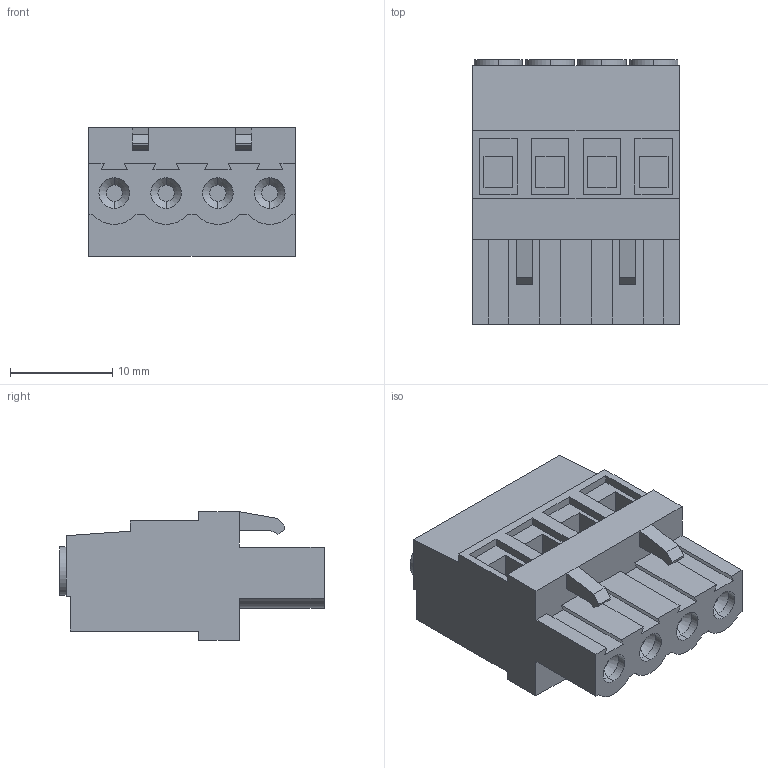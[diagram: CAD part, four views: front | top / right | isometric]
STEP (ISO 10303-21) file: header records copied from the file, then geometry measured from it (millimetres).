
FILE_DESCRIPTION (( 'STEP AP203' ), '1' );
FILE_NAME ('SOKETLI BASKILI DEVRE KLEMENSI - 5,08 MM DIK DISI - 4 LI.STEP', '2018-09-11T13:18:46', ( 'user' ), ( '' ), 'SwSTEP 2.0', 'SolidWorks 2016', '' );
FILE_SCHEMA (( 'CONFIG_CONTROL_DESIGN' ));
Length unit declared in the file: millimetre
Products named in the file (1): SOKETLI BASKILI DEVRE KLEMENSI - 5,08 MM DIK DISI - 4 LI
Bounding box: 20.26 x 25.9 x 12.6 mm (x, y, z)
Volume: 4104 mm3; surface area: 2918.7 mm2
Topology: 1 solids, 1 shells, 172 faces, 442 edges, 288 vertices
Faces by surface type: plane 124, cylinder 40, cone 8
Entity records: 5275 total; most frequent: CARTESIAN_POINT 903, ORIENTED_EDGE 884, DIRECTION 884, EDGE_CURVE 442, VECTOR 346, LINE 346, VERTEX_POINT 288, AXIS2_PLACEMENT_3D 269
